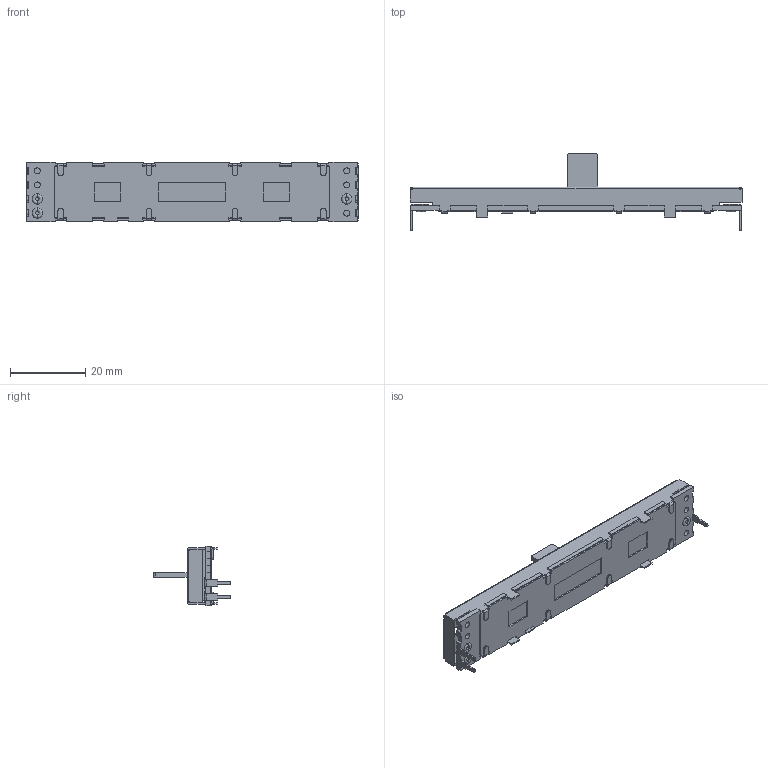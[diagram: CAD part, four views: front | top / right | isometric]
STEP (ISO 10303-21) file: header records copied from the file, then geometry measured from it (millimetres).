
FILE_DESCRIPTION((''),'2;1');
FILE_NAME('PTB6043-2010BP','2015-05-20T',('RICKB'),('Bourns, Inc.'),'PRO/ENGINEER BY PARAMETRIC TECHNOLOGY CORPORATION, 2012230','PRO/ENGINEER BY PARAMETRIC TECHNOLOGY CORPORATION, 2012230','');
FILE_SCHEMA(('CONFIG_CONTROL_DESIGN'));
Length unit declared in the file: millimetre
Products named in the file (1): PTB6043-2010BP
Bounding box: 88.5 x 20.6 x 15.9 mm (x, y, z)
Volume: 4473.6 mm3; surface area: 7797.2 mm2
Topology: 1 solids, 1 shells, 449 faces, 1347 edges, 865 vertices
Faces by surface type: plane 356, cylinder 75, torus 18
Entity records: 15035 total; most frequent: ORIENTED_EDGE 2694, CARTESIAN_POINT 2661, DIRECTION 2425, EDGE_CURVE 1347, VECTOR 1167, LINE 1167, VERTEX_POINT 865, AXIS2_PLACEMENT_3D 629
